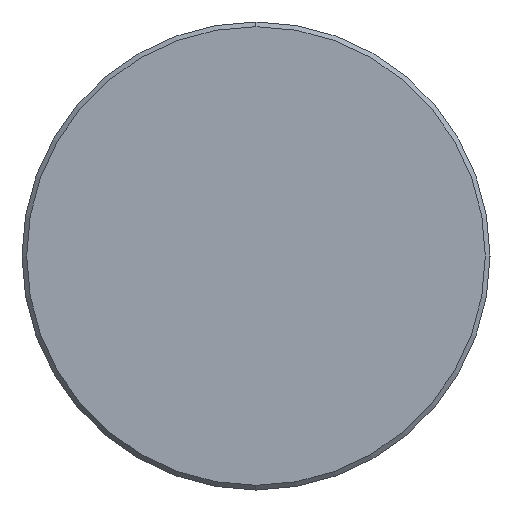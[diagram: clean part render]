
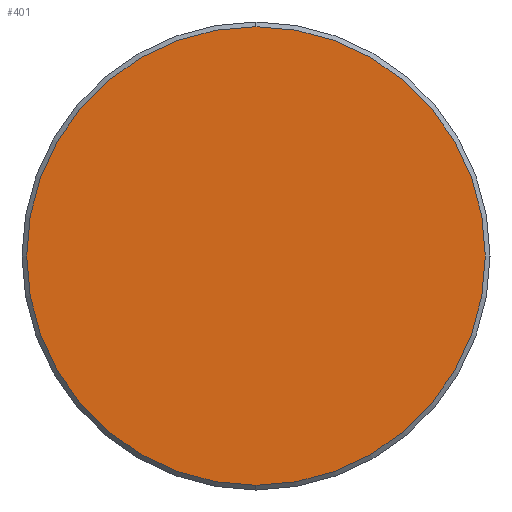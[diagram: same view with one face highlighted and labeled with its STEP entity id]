
A CAD part, left-side view. The second image highlights one B-rep face of the part: STEP entity #401.
In plain terms, the highlighted planar face has unit normal (-1, 0, 0).
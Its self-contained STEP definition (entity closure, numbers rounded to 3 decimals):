
#59 = VERTEX_POINT ( 'NONE', #296 ) ;
#74 = DIRECTION ( 'NONE',  ( 0., 0., 1. ) ) ;
#76 = AXIS2_PLACEMENT_3D ( 'NONE', #216, #598, #147 ) ;
#116 = CIRCLE ( 'NONE', #306, 14.7 ) ;
#129 = EDGE_CURVE ( 'NONE', #59, #630, #219, .T. ) ;
#147 = DIRECTION ( 'NONE',  ( 0., 0., -1. ) ) ;
#193 = CARTESIAN_POINT ( 'NONE',  ( 0., 0., 0. ) ) ;
#216 = CARTESIAN_POINT ( 'NONE',  ( 0., 0., 0. ) ) ;
#219 = CIRCLE ( 'NONE', #616, 14.7 ) ;
#296 = CARTESIAN_POINT ( 'NONE',  ( 0., 0., -14.7 ) ) ;
#304 = CARTESIAN_POINT ( 'NONE',  ( 0., 0., 0. ) ) ;
#306 = AXIS2_PLACEMENT_3D ( 'NONE', #193, #311, #579 ) ;
#311 = DIRECTION ( 'NONE',  ( -1., 0., 0. ) ) ;
#379 = PLANE ( 'NONE',  #76 ) ;
#389 = ORIENTED_EDGE ( 'NONE', *, *, #651, .T. ) ;
#401 = ADVANCED_FACE ( 'NONE', ( #611 ), #379, .F. ) ;
#405 = DIRECTION ( 'NONE',  ( -1., 0., 0. ) ) ;
#410 = EDGE_LOOP ( 'NONE', ( #687, #389 ) ) ;
#579 = DIRECTION ( 'NONE',  ( 0., 0., 1. ) ) ;
#598 = DIRECTION ( 'NONE',  ( 1., 0., 0. ) ) ;
#611 = FACE_OUTER_BOUND ( 'NONE', #410, .T. ) ;
#616 = AXIS2_PLACEMENT_3D ( 'NONE', #304, #405, #74 ) ;
#630 = VERTEX_POINT ( 'NONE', #640 ) ;
#640 = CARTESIAN_POINT ( 'NONE',  ( 0., 0., 14.7 ) ) ;
#651 = EDGE_CURVE ( 'NONE', #630, #59, #116, .T. ) ;
#687 = ORIENTED_EDGE ( 'NONE', *, *, #129, .T. ) ;
